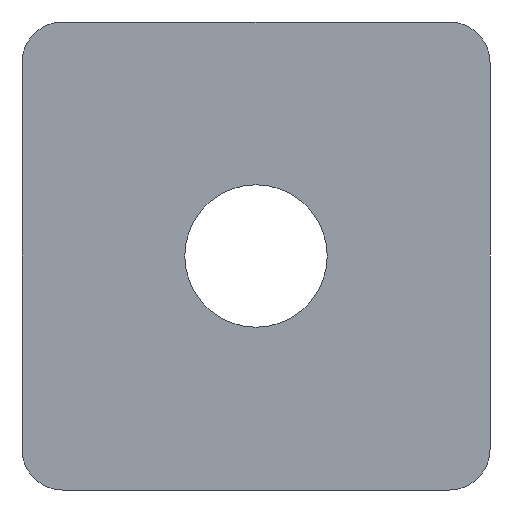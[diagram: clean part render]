
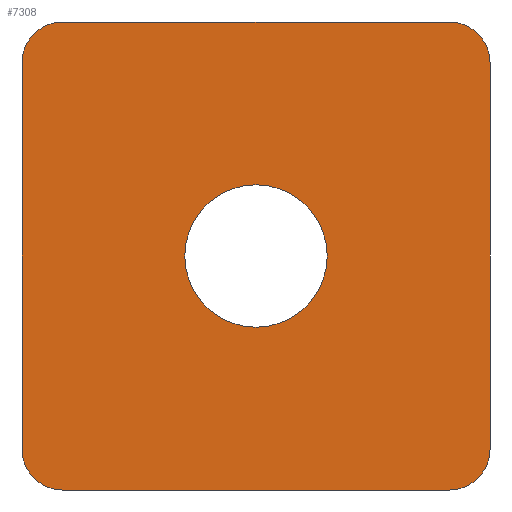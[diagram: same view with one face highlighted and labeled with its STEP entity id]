
A CAD part, front view. The second image highlights one B-rep face of the part: STEP entity #7308.
In plain terms, the highlighted planar face has unit normal (0, -1, 0).
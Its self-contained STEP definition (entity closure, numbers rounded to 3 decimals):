
#99 = ORIENTED_EDGE ( 'NONE', *, *, #1793, .F. ) ;
#211 = FACE_OUTER_BOUND ( 'NONE', #14526, .T. ) ;
#1284 = CARTESIAN_POINT ( 'NONE',  ( 0., 0., 0. ) ) ;
#1553 = AXIS2_PLACEMENT_3D ( 'NONE', #15260, #2507, #10142 ) ;
#1704 = EDGE_CURVE ( 'NONE', #10488, #11847, #14193, .T. ) ;
#1793 = EDGE_CURVE ( 'NONE', #3917, #10436, #7416, .T. ) ;
#2300 = VERTEX_POINT ( 'NONE', #9498 ) ;
#2319 = ORIENTED_EDGE ( 'NONE', *, *, #10405, .F. ) ;
#2447 = CARTESIAN_POINT ( 'NONE',  ( 9.5, 0., 9.5 ) ) ;
#2507 = DIRECTION ( 'NONE',  ( 0., 1., 0. ) ) ;
#2595 = CARTESIAN_POINT ( 'NONE',  ( 0., 0., -3.5 ) ) ;
#2697 = CIRCLE ( 'NONE', #14123, 2. ) ;
#3376 = CARTESIAN_POINT ( 'NONE',  ( -11.5, 0., -11.5 ) ) ;
#3577 = ORIENTED_EDGE ( 'NONE', *, *, #4514, .T. ) ;
#3671 = CARTESIAN_POINT ( 'NONE',  ( 11.5, 0., 11.5 ) ) ;
#3701 = CARTESIAN_POINT ( 'NONE',  ( -11.5, 0., 9.5 ) ) ;
#3759 = CARTESIAN_POINT ( 'NONE',  ( -11.5, 0., 11.5 ) ) ;
#3917 = VERTEX_POINT ( 'NONE', #15528 ) ;
#3927 = DIRECTION ( 'NONE',  ( 0., -1., 0. ) ) ;
#3979 = EDGE_CURVE ( 'NONE', #4491, #10436, #2697, .T. ) ;
#4250 = LINE ( 'NONE', #3759, #13241 ) ;
#4274 = DIRECTION ( 'NONE',  ( 0., 0., 1. ) ) ;
#4278 = VERTEX_POINT ( 'NONE', #15006 ) ;
#4491 = VERTEX_POINT ( 'NONE', #5402 ) ;
#4514 = EDGE_CURVE ( 'NONE', #3917, #5464, #15700, .T. ) ;
#4747 = ORIENTED_EDGE ( 'NONE', *, *, #15032, .F. ) ;
#4837 = DIRECTION ( 'NONE',  ( 0., -1., 0. ) ) ;
#4955 = PLANE ( 'NONE',  #16070 ) ;
#5001 = EDGE_CURVE ( 'NONE', #11847, #10488, #15099, .T. ) ;
#5054 = DIRECTION ( 'NONE',  ( 1., 0., 0. ) ) ;
#5110 = DIRECTION ( 'NONE',  ( 0., 0., -1. ) ) ;
#5151 = ORIENTED_EDGE ( 'NONE', *, *, #3979, .T. ) ;
#5242 = DIRECTION ( 'NONE',  ( 0., -1., 0. ) ) ;
#5402 = CARTESIAN_POINT ( 'NONE',  ( -9.5, 0., 11.5 ) ) ;
#5464 = VERTEX_POINT ( 'NONE', #7063 ) ;
#6056 = VECTOR ( 'NONE', #13893, 1000. ) ;
#6279 = CARTESIAN_POINT ( 'NONE',  ( 0., 0., 3.5 ) ) ;
#6302 = CARTESIAN_POINT ( 'NONE',  ( 9.5, 0., -11.5 ) ) ;
#6319 = CIRCLE ( 'NONE', #13350, 2. ) ;
#6564 = CARTESIAN_POINT ( 'NONE',  ( 11.5, 0., 9.5 ) ) ;
#6790 = CARTESIAN_POINT ( 'NONE',  ( -11.5, 0., 11.5 ) ) ;
#6791 = VECTOR ( 'NONE', #4274, 1000. ) ;
#7063 = CARTESIAN_POINT ( 'NONE',  ( -9.5, 0., -11.5 ) ) ;
#7308 = ADVANCED_FACE ( 'NONE', ( #211, #14419 ), #4955, .T. ) ;
#7314 = ORIENTED_EDGE ( 'NONE', *, *, #5001, .T. ) ;
#7362 = CARTESIAN_POINT ( 'NONE',  ( 9.5, 0., -9.5 ) ) ;
#7416 = LINE ( 'NONE', #6790, #6791 ) ;
#7764 = DIRECTION ( 'NONE',  ( 0., 0., -1. ) ) ;
#7854 = EDGE_CURVE ( 'NONE', #13684, #4278, #14613, .T. ) ;
#7866 = CARTESIAN_POINT ( 'NONE',  ( -9.5, 0., -9.5 ) ) ;
#7915 = EDGE_LOOP ( 'NONE', ( #7314, #15615 ) ) ;
#8110 = EDGE_CURVE ( 'NONE', #13684, #2300, #15219, .T. ) ;
#8923 = DIRECTION ( 'NONE',  ( 0., 0., -1. ) ) ;
#9163 = AXIS2_PLACEMENT_3D ( 'NONE', #7866, #5242, #7764 ) ;
#9487 = ORIENTED_EDGE ( 'NONE', *, *, #8110, .T. ) ;
#9498 = CARTESIAN_POINT ( 'NONE',  ( 9.5, 0., 11.5 ) ) ;
#10008 = AXIS2_PLACEMENT_3D ( 'NONE', #1284, #10258, #15387 ) ;
#10142 = DIRECTION ( 'NONE',  ( 0., 0., 1. ) ) ;
#10179 = CARTESIAN_POINT ( 'NONE',  ( -9.5, 0., 9.5 ) ) ;
#10258 = DIRECTION ( 'NONE',  ( 0., 1., 0. ) ) ;
#10405 = EDGE_CURVE ( 'NONE', #4491, #2300, #4250, .T. ) ;
#10436 = VERTEX_POINT ( 'NONE', #3701 ) ;
#10488 = VERTEX_POINT ( 'NONE', #6279 ) ;
#11847 = VERTEX_POINT ( 'NONE', #2595 ) ;
#12310 = VECTOR ( 'NONE', #12345, 1000. ) ;
#12345 = DIRECTION ( 'NONE',  ( -1., 0., 0. ) ) ;
#12433 = ORIENTED_EDGE ( 'NONE', *, *, #7854, .F. ) ;
#12506 = CARTESIAN_POINT ( 'NONE',  ( 0., 0., 0. ) ) ;
#12721 = DIRECTION ( 'NONE',  ( 0., 0., -1. ) ) ;
#12820 = DIRECTION ( 'NONE',  ( 0., -1., 0. ) ) ;
#12967 = DIRECTION ( 'NONE',  ( 0., -1., 0. ) ) ;
#13241 = VECTOR ( 'NONE', #5054, 1000. ) ;
#13349 = VERTEX_POINT ( 'NONE', #6302 ) ;
#13350 = AXIS2_PLACEMENT_3D ( 'NONE', #7362, #12820, #16446 ) ;
#13614 = EDGE_CURVE ( 'NONE', #13349, #4278, #6319, .T. ) ;
#13684 = VERTEX_POINT ( 'NONE', #6564 ) ;
#13893 = DIRECTION ( 'NONE',  ( 0., 0., -1. ) ) ;
#14123 = AXIS2_PLACEMENT_3D ( 'NONE', #10179, #12967, #5110 ) ;
#14193 = CIRCLE ( 'NONE', #10008, 3.5 ) ;
#14419 = FACE_BOUND ( 'NONE', #7915, .T. ) ;
#14526 = EDGE_LOOP ( 'NONE', ( #99, #3577, #4747, #15631, #12433, #9487, #2319, #5151 ) ) ;
#14613 = LINE ( 'NONE', #3671, #6056 ) ;
#14802 = AXIS2_PLACEMENT_3D ( 'NONE', #2447, #3927, #8923 ) ;
#15006 = CARTESIAN_POINT ( 'NONE',  ( 11.5, 0., -9.5 ) ) ;
#15032 = EDGE_CURVE ( 'NONE', #13349, #5464, #16099, .T. ) ;
#15099 = CIRCLE ( 'NONE', #1553, 3.5 ) ;
#15219 = CIRCLE ( 'NONE', #14802, 2. ) ;
#15260 = CARTESIAN_POINT ( 'NONE',  ( 0., 0., 0. ) ) ;
#15387 = DIRECTION ( 'NONE',  ( 0., 0., 1. ) ) ;
#15528 = CARTESIAN_POINT ( 'NONE',  ( -11.5, 0., -9.5 ) ) ;
#15615 = ORIENTED_EDGE ( 'NONE', *, *, #1704, .T. ) ;
#15631 = ORIENTED_EDGE ( 'NONE', *, *, #13614, .T. ) ;
#15700 = CIRCLE ( 'NONE', #9163, 2. ) ;
#16070 = AXIS2_PLACEMENT_3D ( 'NONE', #12506, #4837, #12721 ) ;
#16099 = LINE ( 'NONE', #3376, #12310 ) ;
#16446 = DIRECTION ( 'NONE',  ( 0., 0., -1. ) ) ;
